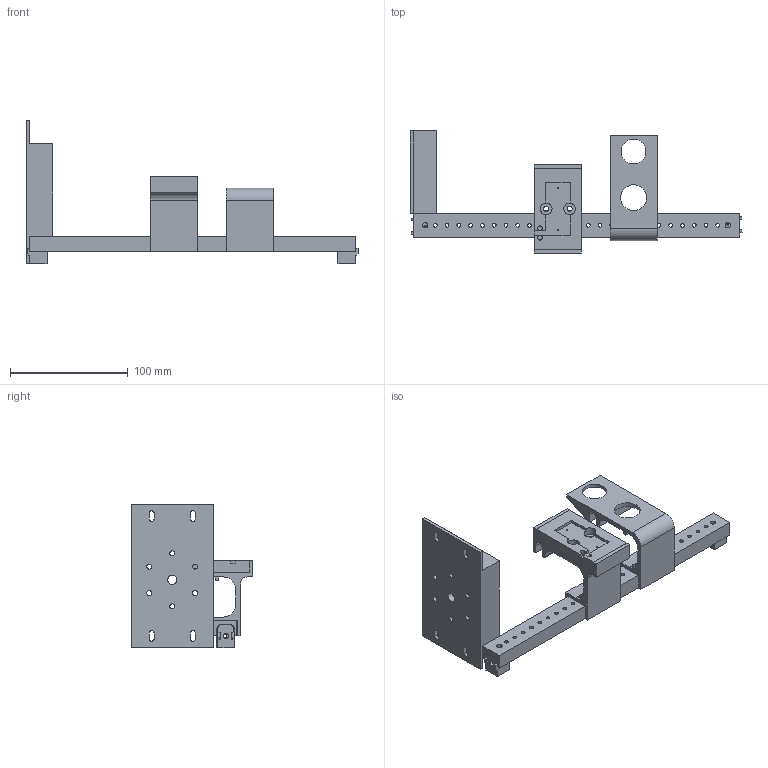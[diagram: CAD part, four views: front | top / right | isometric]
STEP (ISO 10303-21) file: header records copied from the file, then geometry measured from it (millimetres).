
FILE_DESCRIPTION(/* description */ (''),/* implementation_level */ '2;1');
FILE_NAME(/* name */ 'Support Bat 4S v5.stp',/* time_stamp */ '2020-12-05T18:11:20+01:00',/* author */ (''),/* organization */ (''),/* preprocessor_version */ 'ST-DEVELOPER v18.1',/* originating_system */ 'Autodesk Translation Framework v9.3.0.1241',/* authorisation */ '');
FILE_SCHEMA (('AUTOMOTIVE_DESIGN { 1 0 10303 214 3 1 1 }'));
Length unit declared in the file: millimetre
Products named in the file (10): Support Bat 4S; Support CI; Support Electo; Equerre; Support Suspension - IN; Support Batt 4s; Support Batt; Support gauge; Support Button; Support Batt_1
Assembly tree (10 placements, depth 3):
  Support Bat 4S
    Support CI
      Support Electo
      Equerre  x2
    Support Suspension - IN
    Support Batt 4s
      Support Batt
      Support gauge
    Support Button
      Support Batt_1
Bounding box: 282.1 x 103.65 x 121.8 mm (x, y, z)
Volume: 256627.7 mm3; surface area: 96633.5 mm2
Topology: 7 solids, 7 shells, 362 faces, 1016 edges, 678 vertices
Faces by surface type: plane 196, cylinder 93, bspline 73
Full cylindrical faces by diameter (mm): 1 x2, 1.5 x2, 3.2 x33, 4 x2, 4.2 x8, 4.5 x6, 8 x1, 10 x4, 21 x1, 22 x1
Entity records: 12372 total; most frequent: CARTESIAN_POINT 3409, ORIENTED_EDGE 1916, DIRECTION 1545, EDGE_CURVE 958, VERTEX_POINT 639, LINE 619, VECTOR 619, AXIS2_PLACEMENT_3D 463
